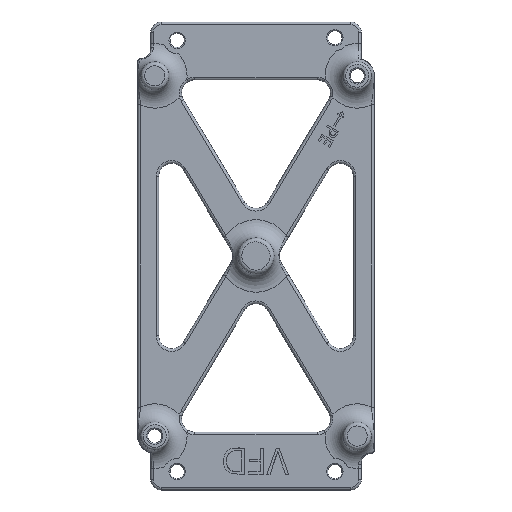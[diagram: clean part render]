
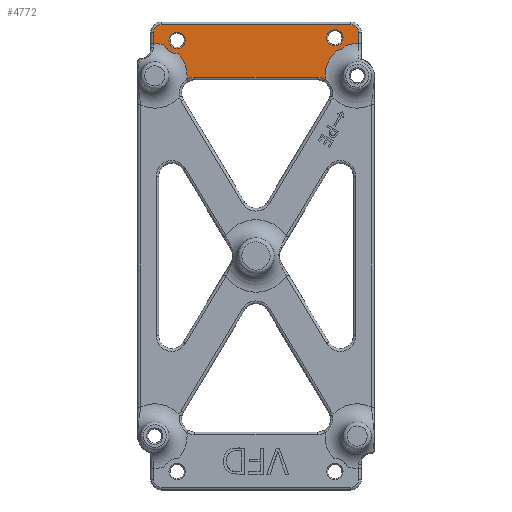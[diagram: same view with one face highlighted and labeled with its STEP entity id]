
A CAD part, top view. The second image highlights one B-rep face of the part: STEP entity #4772.
In plain terms, the highlighted planar face has unit normal (0, 0, 1).
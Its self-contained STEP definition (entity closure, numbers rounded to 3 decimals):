
#151=CIRCLE('',#5122,3.1);
#153=CIRCLE('',#5125,6.);
#154=CIRCLE('',#5126,12.277);
#155=CIRCLE('',#5127,5.);
#156=CIRCLE('',#5128,12.277);
#157=CIRCLE('',#5129,3.);
#158=CIRCLE('',#5130,3.);
#159=CIRCLE('',#5131,12.277);
#160=CIRCLE('',#5132,5.);
#161=CIRCLE('',#5133,12.277);
#162=CIRCLE('',#5134,12.277);
#163=CIRCLE('',#5135,6.);
#164=CIRCLE('',#5136,3.1);
#411=FACE_BOUND('',#804,.T.);
#412=FACE_BOUND('',#805,.T.);
#495=FACE_OUTER_BOUND('',#803,.T.);
#803=EDGE_LOOP('',(#3482,#3483,#3484,#3485,#3486,#3487,#3488,#3489,#3490,
#3491,#3492,#3493,#3494,#3495,#3496));
#804=EDGE_LOOP('',(#3497));
#805=EDGE_LOOP('',(#3498));
#1290=LINE('',#8263,#1699);
#1291=LINE('',#8267,#1700);
#1292=LINE('',#8271,#1701);
#1293=LINE('',#8282,#1702);
#1699=VECTOR('',#5920,10.);
#1700=VECTOR('',#5923,10.);
#1701=VECTOR('',#5926,10.);
#1702=VECTOR('',#5937,10.);
#2135=VERTEX_POINT('',#8247);
#2137=VERTEX_POINT('',#8253);
#2138=VERTEX_POINT('',#8254);
#2139=VERTEX_POINT('',#8256);
#2140=VERTEX_POINT('',#8258);
#2141=VERTEX_POINT('',#8260);
#2142=VERTEX_POINT('',#8262);
#2143=VERTEX_POINT('',#8264);
#2144=VERTEX_POINT('',#8266);
#2145=VERTEX_POINT('',#8268);
#2146=VERTEX_POINT('',#8270);
#2147=VERTEX_POINT('',#8272);
#2148=VERTEX_POINT('',#8274);
#2149=VERTEX_POINT('',#8276);
#2150=VERTEX_POINT('',#8278);
#2151=VERTEX_POINT('',#8280);
#2152=VERTEX_POINT('',#8283);
#2632=EDGE_CURVE('',#2135,#2135,#151,.T.);
#2635=EDGE_CURVE('',#2137,#2138,#153,.T.);
#2636=EDGE_CURVE('',#2139,#2137,#154,.T.);
#2637=EDGE_CURVE('',#2140,#2139,#155,.T.);
#2638=EDGE_CURVE('',#2141,#2140,#156,.T.);
#2639=EDGE_CURVE('',#2142,#2141,#1290,.T.);
#2640=EDGE_CURVE('',#2143,#2142,#157,.T.);
#2641=EDGE_CURVE('',#2144,#2143,#1291,.T.);
#2642=EDGE_CURVE('',#2145,#2144,#158,.T.);
#2643=EDGE_CURVE('',#2146,#2145,#1292,.T.);
#2644=EDGE_CURVE('',#2146,#2147,#159,.F.);
#2645=EDGE_CURVE('',#2148,#2147,#160,.T.);
#2646=EDGE_CURVE('',#2148,#2149,#161,.F.);
#2647=EDGE_CURVE('',#2149,#2150,#162,.F.);
#2648=EDGE_CURVE('',#2151,#2150,#163,.T.);
#2649=EDGE_CURVE('',#2138,#2151,#1293,.T.);
#2650=EDGE_CURVE('',#2152,#2152,#164,.T.);
#3482=ORIENTED_EDGE('',*,*,#2635,.F.);
#3483=ORIENTED_EDGE('',*,*,#2636,.F.);
#3484=ORIENTED_EDGE('',*,*,#2637,.F.);
#3485=ORIENTED_EDGE('',*,*,#2638,.F.);
#3486=ORIENTED_EDGE('',*,*,#2639,.F.);
#3487=ORIENTED_EDGE('',*,*,#2640,.F.);
#3488=ORIENTED_EDGE('',*,*,#2641,.F.);
#3489=ORIENTED_EDGE('',*,*,#2642,.F.);
#3490=ORIENTED_EDGE('',*,*,#2643,.F.);
#3491=ORIENTED_EDGE('',*,*,#2644,.T.);
#3492=ORIENTED_EDGE('',*,*,#2645,.F.);
#3493=ORIENTED_EDGE('',*,*,#2646,.T.);
#3494=ORIENTED_EDGE('',*,*,#2647,.T.);
#3495=ORIENTED_EDGE('',*,*,#2648,.F.);
#3496=ORIENTED_EDGE('',*,*,#2649,.F.);
#3497=ORIENTED_EDGE('',*,*,#2650,.F.);
#3498=ORIENTED_EDGE('',*,*,#2632,.F.);
#4608=PLANE('',#5124);
#4772=ADVANCED_FACE('',(#495,#411,#412),#4608,.T.);
#5122=AXIS2_PLACEMENT_3D('',#8248,#5905,#5906);
#5124=AXIS2_PLACEMENT_3D('',#8252,#5910,#5911);
#5125=AXIS2_PLACEMENT_3D('',#8255,#5912,#5913);
#5126=AXIS2_PLACEMENT_3D('',#8257,#5914,#5915);
#5127=AXIS2_PLACEMENT_3D('',#8259,#5916,#5917);
#5128=AXIS2_PLACEMENT_3D('',#8261,#5918,#5919);
#5129=AXIS2_PLACEMENT_3D('',#8265,#5921,#5922);
#5130=AXIS2_PLACEMENT_3D('',#8269,#5924,#5925);
#5131=AXIS2_PLACEMENT_3D('',#8273,#5927,#5928);
#5132=AXIS2_PLACEMENT_3D('',#8275,#5929,#5930);
#5133=AXIS2_PLACEMENT_3D('',#8277,#5931,#5932);
#5134=AXIS2_PLACEMENT_3D('',#8279,#5933,#5934);
#5135=AXIS2_PLACEMENT_3D('',#8281,#5935,#5936);
#5136=AXIS2_PLACEMENT_3D('',#8284,#5938,#5939);
#5905=DIRECTION('center_axis',(0.,0.,1.));
#5906=DIRECTION('ref_axis',(1.,0.,0.));
#5910=DIRECTION('center_axis',(0.,0.,1.));
#5911=DIRECTION('ref_axis',(1.,0.,0.));
#5912=DIRECTION('center_axis',(0.,0.,1.));
#5913=DIRECTION('ref_axis',(0.336,0.942,0.));
#5914=DIRECTION('center_axis',(0.,0.,1.));
#5915=DIRECTION('ref_axis',(1.,0.,0.));
#5916=DIRECTION('center_axis',(0.,0.,-1.));
#5917=DIRECTION('ref_axis',(1.,0.,0.));
#5918=DIRECTION('center_axis',(0.,0.,1.));
#5919=DIRECTION('ref_axis',(1.,0.,0.));
#5920=DIRECTION('',(0.,-1.,0.));
#5921=DIRECTION('center_axis',(0.,0.,-1.));
#5922=DIRECTION('ref_axis',(0.707,0.707,0.));
#5923=DIRECTION('',(1.,0.,0.));
#5924=DIRECTION('center_axis',(0.,0.,-1.));
#5925=DIRECTION('ref_axis',(-0.707,0.707,0.));
#5926=DIRECTION('',(0.,1.,0.));
#5927=DIRECTION('center_axis',(0.,0.,1.));
#5928=DIRECTION('ref_axis',(-1.,0.,0.));
#5929=DIRECTION('center_axis',(0.,0.,-1.));
#5930=DIRECTION('ref_axis',(1.,0.,0.));
#5931=DIRECTION('center_axis',(0.,0.,1.));
#5932=DIRECTION('ref_axis',(-1.,0.,0.));
#5933=DIRECTION('center_axis',(0.,0.,1.));
#5934=DIRECTION('ref_axis',(-1.,0.,0.));
#5935=DIRECTION('center_axis',(0.,0.,1.));
#5936=DIRECTION('ref_axis',(-0.336,0.942,0.));
#5937=DIRECTION('',(-1.,0.,0.));
#5938=DIRECTION('center_axis',(0.,0.,1.));
#5939=DIRECTION('ref_axis',(1.,0.,0.));
#8247=CARTESIAN_POINT('',(26.9,83.,5.));
#8248=CARTESIAN_POINT('Origin',(30.,83.,5.));
#8252=CARTESIAN_POINT('Origin',(0.,0.,
5.));
#8253=CARTESIAN_POINT('',(26.289,67.228,5.));
#8254=CARTESIAN_POINT('',(23.344,68.,5.));
#8255=CARTESIAN_POINT('Origin',(23.344,62.,5.));
#8256=CARTESIAN_POINT('',(30.803,78.065,5.));
#8257=CARTESIAN_POINT('Origin',(38.5,68.5,5.));
#8258=CARTESIAN_POINT('',(33.914,79.889,5.));
#8259=CARTESIAN_POINT('Origin',(30.,83.,5.));
#8260=CARTESIAN_POINT('',(39.,80.767,5.));
#8261=CARTESIAN_POINT('Origin',(38.5,68.5,5.));
#8262=CARTESIAN_POINT('',(39.,85.,5.));
#8263=CARTESIAN_POINT('',(39.,37.5,5.));
#8264=CARTESIAN_POINT('',(36.,88.,5.));
#8265=CARTESIAN_POINT('Origin',(36.,85.,5.));
#8266=CARTESIAN_POINT('',(-36.,88.,5.));
#8267=CARTESIAN_POINT('',(20.,88.,5.));
#8268=CARTESIAN_POINT('',(-39.,85.,5.));
#8269=CARTESIAN_POINT('Origin',(-36.,85.,5.));
#8270=CARTESIAN_POINT('',(-39.,80.767,5.));
#8271=CARTESIAN_POINT('',(-39.,44.5,5.));
#8272=CARTESIAN_POINT('',(-34.648,80.157,5.));
#8273=CARTESIAN_POINT('Origin',(-38.5,68.5,5.));
#8274=CARTESIAN_POINT('',(-29.653,77.012,5.));
#8275=CARTESIAN_POINT('Origin',(-30.,82.,5.));
#8276=CARTESIAN_POINT('',(-26.223,68.5,5.));
#8277=CARTESIAN_POINT('Origin',(-38.5,68.5,5.));
#8278=CARTESIAN_POINT('',(-26.289,67.228,5.));
#8279=CARTESIAN_POINT('Origin',(-38.5,68.5,5.));
#8280=CARTESIAN_POINT('',(-23.344,68.,5.));
#8281=CARTESIAN_POINT('Origin',(-23.344,62.,5.));
#8282=CARTESIAN_POINT('',(-16.088,68.,5.));
#8283=CARTESIAN_POINT('',(-33.1,82.,5.));
#8284=CARTESIAN_POINT('Origin',(-30.,82.,5.));
